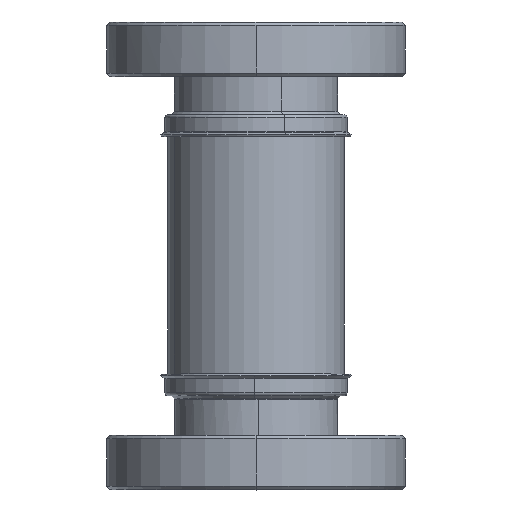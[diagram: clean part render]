
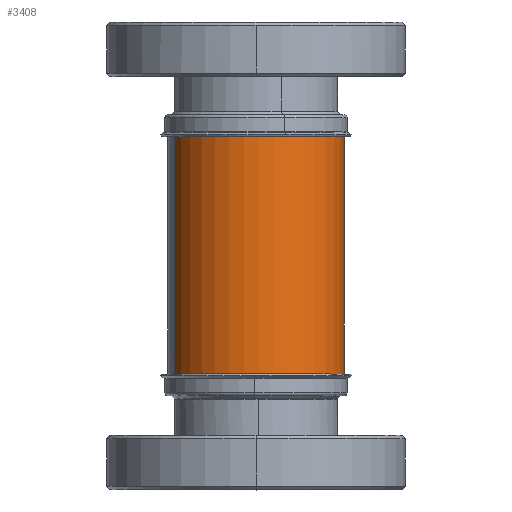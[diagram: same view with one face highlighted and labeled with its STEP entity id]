
A CAD part, top view. The second image highlights one B-rep face of the part: STEP entity #3408.
In plain terms, the highlighted cylindrical face has radius 20.637 mm (diameter 41.275 mm), a partial arc.
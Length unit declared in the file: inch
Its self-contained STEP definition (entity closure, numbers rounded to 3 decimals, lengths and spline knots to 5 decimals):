
#4 = DIRECTION ( 'NONE',  ( -0.994, 0., -0.11 ) ) ;
#544 = VERTEX_POINT ( 'NONE', #4260 ) ;
#822 = EDGE_CURVE ( 'NONE', #3531, #544, #3966, .T. ) ;
#1119 = EDGE_CURVE ( 'NONE', #3531, #1268, #4037, .T. ) ;
#1268 = VERTEX_POINT ( 'NONE', #3456 ) ;
#1562 = CARTESIAN_POINT ( 'NONE',  ( -0.7532, -2.14923, 0.3047 ) ) ;
#1636 = VERTEX_POINT ( 'NONE', #4082 ) ;
#1655 = CIRCLE ( 'NONE', #3383, 0.8125 ) ;
#1781 = DIRECTION ( 'NONE',  ( 0., 1., 0. ) ) ;
#2122 = CARTESIAN_POINT ( 'NONE',  ( 0., -2.14923, 0. ) ) ;
#2185 = EDGE_LOOP ( 'NONE', ( #4312, #4369, #3813, #2403 ) ) ;
#2198 = CARTESIAN_POINT ( 'NONE',  ( 0.7532, -2.14923, -0.3047 ) ) ;
#2206 = DIRECTION ( 'NONE',  ( 0., 1., 0. ) ) ;
#2403 = ORIENTED_EDGE ( 'NONE', *, *, #1119, .F. ) ;
#2448 = FACE_OUTER_BOUND ( 'NONE', #2185, .T. ) ;
#2492 = VECTOR ( 'NONE', #2206, 39.37008 ) ;
#2503 = VECTOR ( 'NONE', #2528, 39.37008 ) ;
#2528 = DIRECTION ( 'NONE',  ( 0., 1., 0. ) ) ;
#2575 = AXIS2_PLACEMENT_3D ( 'NONE', #2122, #1781, #3148 ) ;
#2869 = LINE ( 'NONE', #2198, #2503 ) ;
#2942 = DIRECTION ( 'NONE',  ( 0.11, 0., -0.994 ) ) ;
#3094 = CARTESIAN_POINT ( 'NONE',  ( 0., -3.9094, 0. ) ) ;
#3146 = EDGE_CURVE ( 'NONE', #1636, #1268, #1655, .T. ) ;
#3148 = DIRECTION ( 'NONE',  ( -0.927, 0., 0.375 ) ) ;
#3186 = DIRECTION ( 'NONE',  ( 0., -1., 0. ) ) ;
#3250 = CARTESIAN_POINT ( 'NONE',  ( 0., -1.72484, 0. ) ) ;
#3347 = CARTESIAN_POINT ( 'NONE',  ( -0.7532, -3.9094, 0.3047 ) ) ;
#3383 = AXIS2_PLACEMENT_3D ( 'NONE', #3250, #3186, #2942 ) ;
#3408 = ADVANCED_FACE ( 'NONE', ( #2448 ), #3831, .T. ) ;
#3456 = CARTESIAN_POINT ( 'NONE',  ( -0.7532, -1.72484, 0.3047 ) ) ;
#3531 = VERTEX_POINT ( 'NONE', #3347 ) ;
#3533 = AXIS2_PLACEMENT_3D ( 'NONE', #3094, #4448, #4 ) ;
#3813 = ORIENTED_EDGE ( 'NONE', *, *, #3146, .T. ) ;
#3817 = EDGE_CURVE ( 'NONE', #544, #1636, #2869, .T. ) ;
#3831 = CYLINDRICAL_SURFACE ( 'NONE', #2575, 0.8125 ) ;
#3966 = CIRCLE ( 'NONE', #3533, 0.8125 ) ;
#4037 = LINE ( 'NONE', #1562, #2492 ) ;
#4082 = CARTESIAN_POINT ( 'NONE',  ( 0.7532, -1.72484, -0.3047 ) ) ;
#4260 = CARTESIAN_POINT ( 'NONE',  ( 0.7532, -3.9094, -0.3047 ) ) ;
#4312 = ORIENTED_EDGE ( 'NONE', *, *, #822, .T. ) ;
#4369 = ORIENTED_EDGE ( 'NONE', *, *, #3817, .T. ) ;
#4448 = DIRECTION ( 'NONE',  ( 0., 1., 0. ) ) ;
